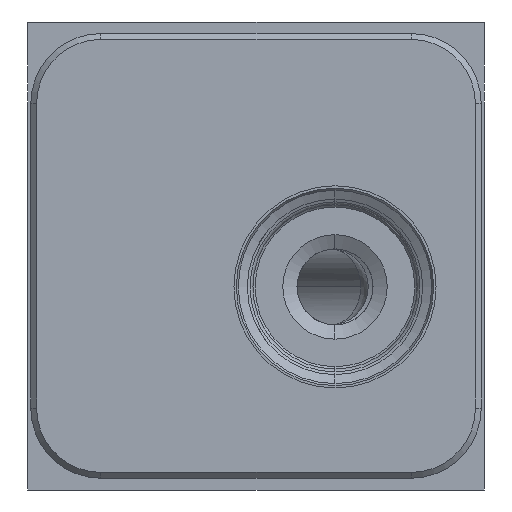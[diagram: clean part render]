
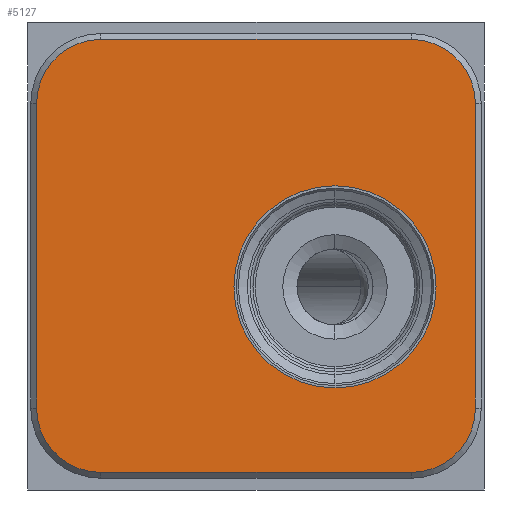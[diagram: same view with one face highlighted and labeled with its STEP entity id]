
A CAD part, left-side view. The second image highlights one B-rep face of the part: STEP entity #5127.
In plain terms, the highlighted planar face has unit normal (-1, 0, 0).
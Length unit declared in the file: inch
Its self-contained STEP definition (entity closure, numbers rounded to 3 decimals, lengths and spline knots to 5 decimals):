
#855=CARTESIAN_POINT('',(0.,-2.047,0.438));
#856=DIRECTION('',(1.,0.,0.));
#857=DIRECTION('',(0.,-1.,0.));
#858=AXIS2_PLACEMENT_3D('',#855,#856,#857);
#869=CARTESIAN_POINT('',(0.,-1.641,1.085));
#870=DIRECTION('',(1.,0.,0.));
#871=DIRECTION('',(0.,0.,-1.));
#872=AXIS2_PLACEMENT_3D('',#869,#870,#871);
#874=CARTESIAN_POINT('',(0.,-1.641,1.085));
#875=DIRECTION('',(1.,0.,0.));
#876=DIRECTION('',(0.,0.,1.));
#877=AXIS2_PLACEMENT_3D('',#874,#875,#876);
#3979=DIRECTION('',(0.,1.,0.));
#3980=VECTOR('',#3979,1.656);
#3981=CARTESIAN_POINT('',(0.,-2.047,0.094));
#3982=LINE('',#3981,#3980);
#3999=CARTESIAN_POINT('',(0.,-0.391,0.438));
#4000=DIRECTION('',(1.,0.,0.));
#4001=DIRECTION('',(0.,0.,-1.));
#4002=AXIS2_PLACEMENT_3D('',#3999,#4000,#4001);
#4017=DIRECTION('',(0.,0.,1.));
#4018=VECTOR('',#4017,1.625);
#4019=CARTESIAN_POINT('',(0.,-0.047,0.438));
#4020=LINE('',#4019,#4018);
#4033=CARTESIAN_POINT('',(0.,-0.391,2.063));
#4034=DIRECTION('',(1.,0.,0.));
#4035=DIRECTION('',(0.,1.,0.));
#4036=AXIS2_PLACEMENT_3D('',#4033,#4034,#4035);
#4047=DIRECTION('',(0.,-1.,0.));
#4048=VECTOR('',#4047,1.656);
#4049=CARTESIAN_POINT('',(0.,-0.391,2.407));
#4050=LINE('',#4049,#4048);
#4067=CARTESIAN_POINT('',(0.,-2.047,2.063));
#4068=DIRECTION('',(1.,0.,0.));
#4069=DIRECTION('',(0.,0.,1.));
#4070=AXIS2_PLACEMENT_3D('',#4067,#4068,#4069);
#4081=DIRECTION('',(0.,0.,-1.));
#4082=VECTOR('',#4081,1.625);
#4083=CARTESIAN_POINT('',(0.,-2.391,2.063));
#4084=LINE('',#4083,#4082);
#4305=CARTESIAN_POINT('',(0.,-1.641,0.545));
#4306=CARTESIAN_POINT('',(0.,-1.641,1.625));
#4307=VERTEX_POINT('',#4305);
#4308=VERTEX_POINT('',#4306);
#4361=CARTESIAN_POINT('',(0.,-0.047,0.438));
#4362=CARTESIAN_POINT('',(0.,-0.047,2.063));
#4363=VERTEX_POINT('',#4361);
#4364=VERTEX_POINT('',#4362);
#4369=CARTESIAN_POINT('',(0.,-0.391,2.407));
#4370=VERTEX_POINT('',#4369);
#4373=CARTESIAN_POINT('',(0.,-2.047,2.407));
#4374=VERTEX_POINT('',#4373);
#4377=CARTESIAN_POINT('',(0.,-2.391,2.063));
#4378=VERTEX_POINT('',#4377);
#4381=CARTESIAN_POINT('',(0.,-2.391,0.438));
#4382=VERTEX_POINT('',#4381);
#4385=CARTESIAN_POINT('',(0.,-2.047,0.094));
#4386=VERTEX_POINT('',#4385);
#4389=CARTESIAN_POINT('',(0.,-0.391,0.094));
#4390=VERTEX_POINT('',#4389);
#5099=CARTESIAN_POINT('',(0.,0.,0.));
#5100=DIRECTION('',(-1.,0.,0.));
#5101=DIRECTION('',(0.,-1.,0.));
#5102=AXIS2_PLACEMENT_3D('',#5099,#5100,#5101);
#5103=PLANE('',#5102);
#5104=ORIENTED_EDGE('',*,*,#5089,.T.);
#5106=ORIENTED_EDGE('',*,*,#5105,.T.);
#5108=ORIENTED_EDGE('',*,*,#5107,.T.);
#5110=ORIENTED_EDGE('',*,*,#5109,.T.);
#5112=ORIENTED_EDGE('',*,*,#5111,.T.);
#5114=ORIENTED_EDGE('',*,*,#5113,.T.);
#5116=ORIENTED_EDGE('',*,*,#5115,.T.);
#5118=ORIENTED_EDGE('',*,*,#5117,.T.);
#5119=EDGE_LOOP('',(#5104,#5106,#5108,#5110,#5112,#5114,#5116,#5118));
#5120=FACE_OUTER_BOUND('',#5119,.F.);
#5122=ORIENTED_EDGE('',*,*,#5121,.F.);
#5124=ORIENTED_EDGE('',*,*,#5123,.F.);
#5125=EDGE_LOOP('',(#5122,#5124));
#5126=FACE_BOUND('',#5125,.F.);
#5127=ADVANCED_FACE('',(#5120,#5126),#5103,.T.);
#859=CIRCLE('',#858,0.344);
#873=CIRCLE('',#872,0.54);
#878=CIRCLE('',#877,0.54);
#4003=CIRCLE('',#4002,0.344);
#4037=CIRCLE('',#4036,0.344);
#4071=CIRCLE('',#4070,0.344);
#5089=EDGE_CURVE('',#4382,#4386,#859,.T.);
#5105=EDGE_CURVE('',#4386,#4390,#3982,.T.);
#5107=EDGE_CURVE('',#4390,#4363,#4003,.T.);
#5109=EDGE_CURVE('',#4363,#4364,#4020,.T.);
#5111=EDGE_CURVE('',#4364,#4370,#4037,.T.);
#5113=EDGE_CURVE('',#4370,#4374,#4050,.T.);
#5115=EDGE_CURVE('',#4374,#4378,#4071,.T.);
#5117=EDGE_CURVE('',#4378,#4382,#4084,.T.);
#5121=EDGE_CURVE('',#4307,#4308,#873,.T.);
#5123=EDGE_CURVE('',#4308,#4307,#878,.T.);
